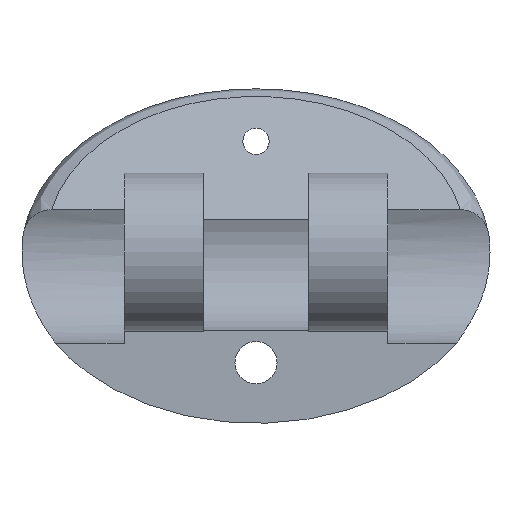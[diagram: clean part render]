
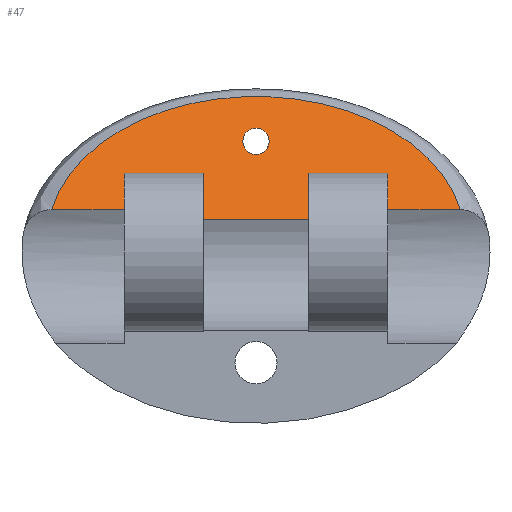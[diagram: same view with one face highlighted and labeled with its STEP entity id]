
A CAD part, front view. The second image highlights one B-rep face of the part: STEP entity #47.
In plain terms, the highlighted planar face has unit normal (0, -0.707, 0.707).
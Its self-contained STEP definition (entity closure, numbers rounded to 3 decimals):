
#47 = ADVANCED_FACE ( 'NONE', ( #126, #1294 ), #330, .F. ) ;
#75 = CARTESIAN_POINT ( 'NONE',  ( 3.448, 6.375, 5.375 ) ) ;
#78 = EDGE_LOOP ( 'NONE', ( #325, #869 ) ) ;
#82 = CARTESIAN_POINT ( 'NONE',  ( -0.889, 6.877, 5.877 ) ) ;
#83 = VECTOR ( 'NONE', #1177, 1000. ) ;
#92 = VERTEX_POINT ( 'NONE', #888 ) ;
#126 = FACE_BOUND ( 'NONE', #78, .T. ) ;
#138 = CARTESIAN_POINT ( 'NONE',  ( -5., 2.608, 1.608 ) ) ;
#140 = DIRECTION ( 'NONE',  ( 0., 0.707, -0.707 ) ) ;
#147 = CARTESIAN_POINT ( 'NONE',  ( 7.753, 2.608, 1.608 ) ) ;
#154 = CARTESIAN_POINT ( 'NONE',  ( 7.194, 3.796, 2.796 ) ) ;
#171 = CARTESIAN_POINT ( 'NONE',  ( 4.599, 5.912, 4.912 ) ) ;
#177 = CARTESIAN_POINT ( 'NONE',  ( 1., 4.7, 3.7 ) ) ;
#178 = CARTESIAN_POINT ( 'NONE',  ( -1.771, 6.776, 5.776 ) ) ;
#207 = CARTESIAN_POINT ( 'NONE',  ( 5., 2.234, 1.234 ) ) ;
#211 = ORIENTED_EDGE ( 'NONE', *, *, #1093, .F. ) ;
#218 = CARTESIAN_POINT ( 'NONE',  ( -1., 5.7, 4.7 ) ) ;
#274 = VECTOR ( 'NONE', #592, 1000. ) ;
#284 = CARTESIAN_POINT ( 'NONE',  ( -6.233, 4.854, 3.854 ) ) ;
#301 = VERTEX_POINT ( 'NONE', #1137 ) ;
#302 = LINE ( 'NONE', #1060, #972 ) ;
#325 = ORIENTED_EDGE ( 'NONE', *, *, #624, .T. ) ;
#330 = PLANE ( 'NONE',  #1216 ) ;
#335 = CARTESIAN_POINT ( 'NONE',  ( 7.753, 2.608, 1.608 ) ) ;
#364 = CARTESIAN_POINT ( 'NONE',  ( 6.988, 4.075, 3.075 ) ) ;
#366 = DIRECTION ( 'NONE',  ( -1., 0., 0. ) ) ;
#370 = CARTESIAN_POINT ( 'NONE',  ( -6.983, 4.081, 3.081 ) ) ;
#371 = EDGE_CURVE ( 'NONE', #92, #1255, #544, .T. ) ;
#378 = CARTESIAN_POINT ( 'NONE',  ( -7.662, 2.918, 1.918 ) ) ;
#385 = CARTESIAN_POINT ( 'NONE',  ( -4.603, 5.91, 4.91 ) ) ;
#387 = CARTESIAN_POINT ( 'NONE',  ( -2., 2.234, 1.234 ) ) ;
#399 = VERTEX_POINT ( 'NONE', #736 ) ;
#404 = EDGE_CURVE ( 'NONE', #1154, #399, #302, .T. ) ;
#415 = DIRECTION ( 'NONE',  ( 0., -0.707, -0.707 ) ) ;
#420 = VERTEX_POINT ( 'NONE', #745 ) ;
#475 = CARTESIAN_POINT ( 'NONE',  ( 0.876, 6.878, 5.878 ) ) ;
#482 = CARTESIAN_POINT ( 'NONE',  ( -7.753, 2.608, 1.608 ) ) ;
#488 = CARTESIAN_POINT ( 'NONE',  ( -3.442, 6.378, 5.378 ) ) ;
#508 = ORIENTED_EDGE ( 'NONE', *, *, #1153, .F. ) ;
#528 = B_SPLINE_CURVE_WITH_KNOTS ( 'NONE', 3,
 ( #335, #554, #987, #154, #364, #1122, #1110, #1228, #933, #1135, #679, #171, #590, #75, #1029, #576, #803, #475, #685, #1009, #82, #178, #818, #1345, #488, #597, #385, #1340, #1242, #284, #811, #370, #709, #909, #378, #482 ),
 .UNSPECIFIED., .F., .F.,
 ( 4, 2, 2, 2, 2, 2, 2, 2, 2, 2, 2, 2, 2, 2, 2, 2, 2, 4 ),
 ( 0.002, 0.004, 0.005, 0.006, 0.007, 0.008, 0.009, 0.01, 0.011, 0.013, 0.014, 0.015, 0.017, 0.018, 0.019, 0.021, 0.022, 0.023 ),
 .UNSPECIFIED. ) ;
#544 =( BOUNDED_CURVE ( )  B_SPLINE_CURVE ( 3, ( #830, #716, #218, #1358 ),
 .UNSPECIFIED., .F., .F. ) 
 B_SPLINE_CURVE_WITH_KNOTS ( ( 4, 4 ),
 ( 3.142, 6.283 ),
 .UNSPECIFIED. ) 
 CURVE ( )  GEOMETRIC_REPRESENTATION_ITEM ( )  RATIONAL_B_SPLINE_CURVE ( ( 1., 0.333, 0.333, 1. ) ) 
 REPRESENTATION_ITEM ( '' )  );
#554 = CARTESIAN_POINT ( 'NONE',  ( 7.662, 2.918, 1.918 ) ) ;
#572 = VERTEX_POINT ( 'NONE', #138 ) ;
#576 = CARTESIAN_POINT ( 'NONE',  ( 2.191, 6.702, 5.702 ) ) ;
#590 = CARTESIAN_POINT ( 'NONE',  ( 4.228, 6.081, 5.081 ) ) ;
#592 = DIRECTION ( 'NONE',  ( -1., 0., 0. ) ) ;
#597 = CARTESIAN_POINT ( 'NONE',  ( -4.23, 6.08, 5.08 ) ) ;
#598 = EDGE_CURVE ( 'NONE', #984, #572, #670, .T. ) ;
#600 = LINE ( 'NONE', #1249, #274 ) ;
#608 = ORIENTED_EDGE ( 'NONE', *, *, #979, .T. ) ;
#621 = ORIENTED_EDGE ( 'NONE', *, *, #1136, .T. ) ;
#624 = EDGE_CURVE ( 'NONE', #1255, #92, #1171, .T. ) ;
#639 = CARTESIAN_POINT ( 'NONE',  ( 0., 5.7, 4.7 ) ) ;
#648 = VERTEX_POINT ( 'NONE', #147 ) ;
#653 = CARTESIAN_POINT ( 'NONE',  ( -5., 2.234, 1.234 ) ) ;
#670 = LINE ( 'NONE', #1101, #83 ) ;
#672 = VECTOR ( 'NONE', #940, 1000. ) ;
#679 = CARTESIAN_POINT ( 'NONE',  ( 5.128, 5.624, 4.624 ) ) ;
#681 = CARTESIAN_POINT ( 'NONE',  ( -5., 2.234, 1.234 ) ) ;
#685 = CARTESIAN_POINT ( 'NONE',  ( 0.436, 6.902, 5.902 ) ) ;
#705 = EDGE_LOOP ( 'NONE', ( #508, #763, #608, #621, #1025, #1250, #211, #771 ) ) ;
#708 = CARTESIAN_POINT ( 'NONE',  ( 0., 4.7, 3.7 ) ) ;
#709 = CARTESIAN_POINT ( 'NONE',  ( -7.188, 3.805, 2.805 ) ) ;
#716 = CARTESIAN_POINT ( 'NONE',  ( -1., 4.7, 3.7 ) ) ;
#736 = CARTESIAN_POINT ( 'NONE',  ( 5., 2.234, 1.234 ) ) ;
#745 = CARTESIAN_POINT ( 'NONE',  ( 2., 2.234, 1.234 ) ) ;
#763 = ORIENTED_EDGE ( 'NONE', *, *, #598, .F. ) ;
#771 = ORIENTED_EDGE ( 'NONE', *, *, #1335, .T. ) ;
#787 = VECTOR ( 'NONE', #1295, 1000. ) ;
#803 = CARTESIAN_POINT ( 'NONE',  ( 1.756, 6.778, 5.778 ) ) ;
#806 = LINE ( 'NONE', #207, #672 ) ;
#811 = CARTESIAN_POINT ( 'NONE',  ( -6.506, 4.605, 3.605 ) ) ;
#818 = CARTESIAN_POINT ( 'NONE',  ( -2.2, 6.7, 5.7 ) ) ;
#820 = CARTESIAN_POINT ( 'NONE',  ( 5., 2.608, 1.608 ) ) ;
#826 = VERTEX_POINT ( 'NONE', #1349 ) ;
#830 = CARTESIAN_POINT ( 'NONE',  ( 0., 4.7, 3.7 ) ) ;
#869 = ORIENTED_EDGE ( 'NONE', *, *, #371, .T. ) ;
#888 = CARTESIAN_POINT ( 'NONE',  ( 0., 4.7, 3.7 ) ) ;
#898 = VECTOR ( 'NONE', #1341, 1000. ) ;
#909 = CARTESIAN_POINT ( 'NONE',  ( -7.53, 3.221, 2.221 ) ) ;
#914 = CARTESIAN_POINT ( 'NONE',  ( 1., 5.7, 4.7 ) ) ;
#925 = LINE ( 'NONE', #387, #898 ) ;
#933 = CARTESIAN_POINT ( 'NONE',  ( 5.628, 5.309, 4.309 ) ) ;
#940 = DIRECTION ( 'NONE',  ( -1., 0., 0. ) ) ;
#971 = VECTOR ( 'NONE', #366, 1000. ) ;
#972 = VECTOR ( 'NONE', #415, 1000. ) ;
#979 = EDGE_CURVE ( 'NONE', #984, #826, #1316, .T. ) ;
#984 = VERTEX_POINT ( 'NONE', #681 ) ;
#987 = CARTESIAN_POINT ( 'NONE',  ( 7.53, 3.219, 2.219 ) ) ;
#1009 = CARTESIAN_POINT ( 'NONE',  ( -0.446, 6.902, 5.902 ) ) ;
#1018 = CARTESIAN_POINT ( 'NONE',  ( -15., 2.608, 1.608 ) ) ;
#1025 = ORIENTED_EDGE ( 'NONE', *, *, #1222, .F. ) ;
#1029 = CARTESIAN_POINT ( 'NONE',  ( 3.037, 6.501, 5.501 ) ) ;
#1036 = LINE ( 'NONE', #1018, #971 ) ;
#1060 = CARTESIAN_POINT ( 'NONE',  ( 5., 1., 0. ) ) ;
#1079 = CARTESIAN_POINT ( 'NONE',  ( 0., 5.7, 4.7 ) ) ;
#1093 = EDGE_CURVE ( 'NONE', #648, #1154, #600, .T. ) ;
#1096 = CARTESIAN_POINT ( 'NONE',  ( -18., 1., 0. ) ) ;
#1101 = CARTESIAN_POINT ( 'NONE',  ( -5., 1., 0. ) ) ;
#1110 = CARTESIAN_POINT ( 'NONE',  ( 6.234, 4.854, 3.854 ) ) ;
#1122 = CARTESIAN_POINT ( 'NONE',  ( 6.505, 4.606, 3.606 ) ) ;
#1135 = CARTESIAN_POINT ( 'NONE',  ( 5.3, 5.521, 4.521 ) ) ;
#1136 = EDGE_CURVE ( 'NONE', #826, #420, #925, .T. ) ;
#1137 = CARTESIAN_POINT ( 'NONE',  ( -7.753, 2.608, 1.608 ) ) ;
#1153 = EDGE_CURVE ( 'NONE', #572, #301, #1036, .T. ) ;
#1154 = VERTEX_POINT ( 'NONE', #820 ) ;
#1171 =( BOUNDED_CURVE ( )  B_SPLINE_CURVE ( 3, ( #1079, #914, #177, #708 ),
 .UNSPECIFIED., .F., .F. ) 
 B_SPLINE_CURVE_WITH_KNOTS ( ( 4, 4 ),
 ( 0., 3.142 ),
 .UNSPECIFIED. ) 
 CURVE ( )  GEOMETRIC_REPRESENTATION_ITEM ( )  RATIONAL_B_SPLINE_CURVE ( ( 1., 0.333, 0.333, 1. ) ) 
 REPRESENTATION_ITEM ( '' )  );
#1177 = DIRECTION ( 'NONE',  ( 0., 0.707, 0.707 ) ) ;
#1208 = DIRECTION ( 'NONE',  ( 0., 0.707, 0.707 ) ) ;
#1216 = AXIS2_PLACEMENT_3D ( 'NONE', #1096, #140, #1208 ) ;
#1222 = EDGE_CURVE ( 'NONE', #399, #420, #806, .T. ) ;
#1228 = CARTESIAN_POINT ( 'NONE',  ( 5.784, 5.199, 4.199 ) ) ;
#1242 = CARTESIAN_POINT ( 'NONE',  ( -5.628, 5.318, 4.318 ) ) ;
#1249 = CARTESIAN_POINT ( 'NONE',  ( 15., 2.608, 1.608 ) ) ;
#1250 = ORIENTED_EDGE ( 'NONE', *, *, #404, .F. ) ;
#1255 = VERTEX_POINT ( 'NONE', #639 ) ;
#1294 = FACE_OUTER_BOUND ( 'NONE', #705, .T. ) ;
#1295 = DIRECTION ( 'NONE',  ( 1., 0., 0. ) ) ;
#1316 = LINE ( 'NONE', #653, #787 ) ;
#1335 = EDGE_CURVE ( 'NONE', #648, #301, #528, .T. ) ;
#1340 = CARTESIAN_POINT ( 'NONE',  ( -5.302, 5.529, 4.529 ) ) ;
#1341 = DIRECTION ( 'NONE',  ( 1., 0., 0. ) ) ;
#1345 = CARTESIAN_POINT ( 'NONE',  ( -3.036, 6.501, 5.501 ) ) ;
#1349 = CARTESIAN_POINT ( 'NONE',  ( -2., 2.234, 1.234 ) ) ;
#1358 = CARTESIAN_POINT ( 'NONE',  ( 0., 5.7, 4.7 ) ) ;
